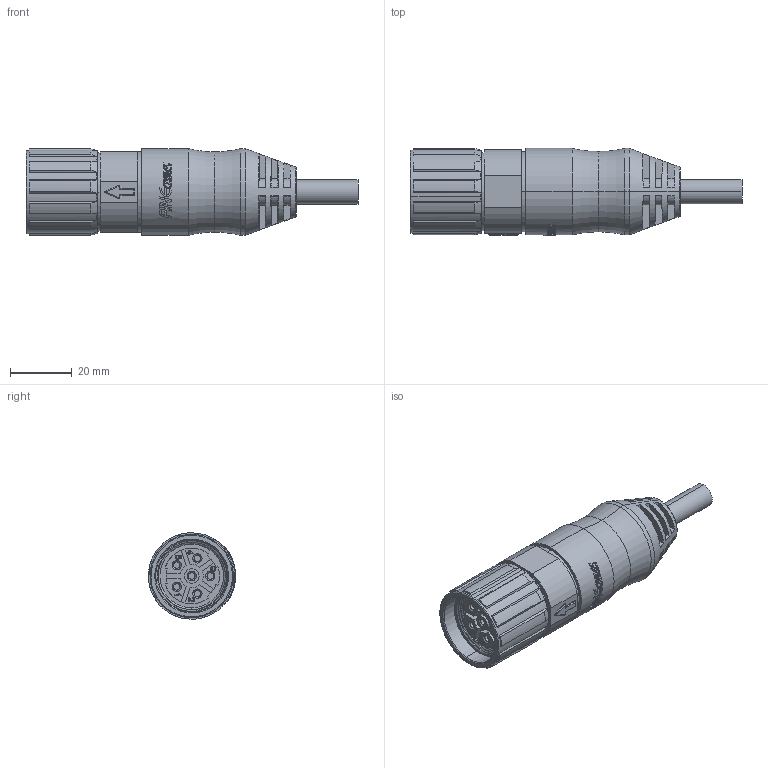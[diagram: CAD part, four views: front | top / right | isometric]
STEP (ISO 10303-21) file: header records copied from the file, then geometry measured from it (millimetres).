
FILE_DESCRIPTION (( 'STEP AP203' ), '1' );
FILE_NAME ('ֱͷĸ.STEP', '2018-06-22T06:56:26', ( 'edpusr' ), ( 'Microsoft' ), 'SwSTEP 2.0', 'SolidWorks 2015', '' );
FILE_SCHEMA (( 'CONFIG_CONTROL_DESIGN' ));
Length unit declared in the file: millimetre
Products named in the file (1): ֱͷĸ
Bounding box: 107.5 x 28.2 x 28 mm (x, y, z)
Volume: 43330.1 mm3; surface area: 14492.8 mm2
Topology: 2 solids, 2 shells, 623 faces, 1627 edges, 1068 vertices
Faces by surface type: plane 235, bspline 211, cylinder 142, cone 22, torus 12, sphere 1
Entity records: 22570 total; most frequent: CARTESIAN_POINT 9047, ORIENTED_EDGE 3254, DIRECTION 2032, EDGE_CURVE 1627, VERTEX_POINT 1068, AXIS2_PLACEMENT_3D 731, EDGE_LOOP 685, B_SPLINE_CURVE_WITH_KNOTS 658
